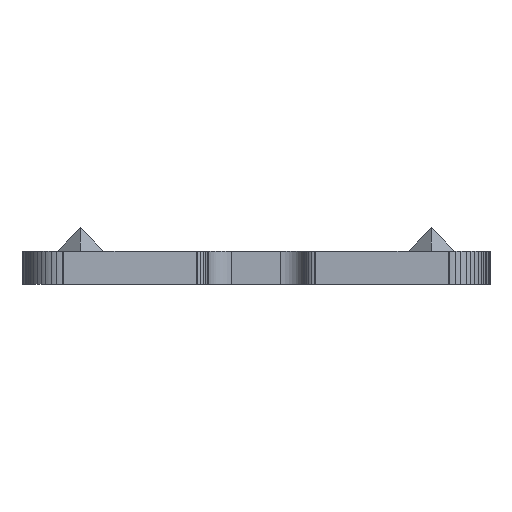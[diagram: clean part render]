
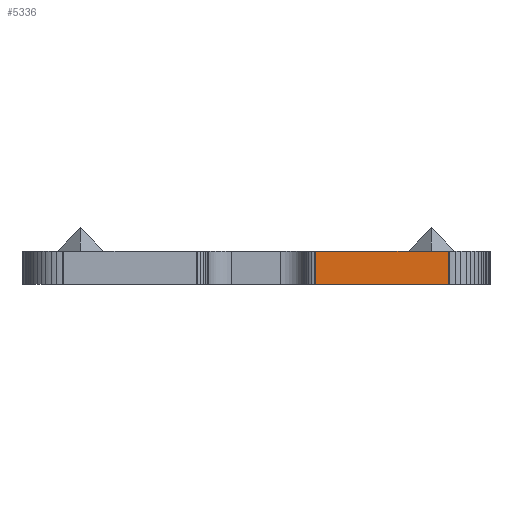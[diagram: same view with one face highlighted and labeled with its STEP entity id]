
A CAD part, front view. The second image highlights one B-rep face of the part: STEP entity #5336.
In plain terms, the highlighted planar face has unit normal (-0.025, -1, 0).
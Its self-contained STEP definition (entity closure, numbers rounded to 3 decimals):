
#63 = EDGE_CURVE ( 'NONE', #4070, #792, #4693, .T. ) ;
#69 = CARTESIAN_POINT ( 'NONE',  ( 5.083, -28.299, -2.41 ) ) ;
#151 = DIRECTION ( 'NONE',  ( -1., 0.025, 0. ) ) ;
#176 = CARTESIAN_POINT ( 'NONE',  ( 16.439, -28.58, -2.41 ) ) ;
#525 = ORIENTED_EDGE ( 'NONE', *, *, #1128, .T. ) ;
#537 = PLANE ( 'NONE',  #2914 ) ;
#541 = CARTESIAN_POINT ( 'NONE',  ( 5.083, -28.299, 0.418 ) ) ;
#792 = VERTEX_POINT ( 'NONE', #4533 ) ;
#1056 = VECTOR ( 'NONE', #1949, 1000. ) ;
#1128 = EDGE_CURVE ( 'NONE', #3933, #4523, #2986, .T. ) ;
#1289 = LINE ( 'NONE', #69, #3841 ) ;
#1949 = DIRECTION ( 'NONE',  ( -1., 0.025, 0. ) ) ;
#2369 = ORIENTED_EDGE ( 'NONE', *, *, #63, .F. ) ;
#2425 = VECTOR ( 'NONE', #3133, 1000. ) ;
#2728 = EDGE_LOOP ( 'NONE', ( #525, #3197, #2369, #5524 ) ) ;
#2817 = DIRECTION ( 'NONE',  ( -0.025, -1., 0. ) ) ;
#2914 = AXIS2_PLACEMENT_3D ( 'NONE', #176, #2817, #5551 ) ;
#2986 = LINE ( 'NONE', #4331, #1056 ) ;
#3133 = DIRECTION ( 'NONE',  ( 0., 0., 1. ) ) ;
#3197 = ORIENTED_EDGE ( 'NONE', *, *, #4501, .F. ) ;
#3841 = VECTOR ( 'NONE', #4612, 1000. ) ;
#3933 = VERTEX_POINT ( 'NONE', #4361 ) ;
#4026 = EDGE_CURVE ( 'NONE', #4070, #3933, #4085, .T. ) ;
#4070 = VERTEX_POINT ( 'NONE', #5816 ) ;
#4085 = LINE ( 'NONE', #4114, #2425 ) ;
#4114 = CARTESIAN_POINT ( 'NONE',  ( 16.439, -28.58, -2.41 ) ) ;
#4215 = CARTESIAN_POINT ( 'NONE',  ( 10.761, -28.439, -2.41 ) ) ;
#4243 = FACE_OUTER_BOUND ( 'NONE', #2728, .T. ) ;
#4331 = CARTESIAN_POINT ( 'NONE',  ( 10.761, -28.439, 0.418 ) ) ;
#4361 = CARTESIAN_POINT ( 'NONE',  ( 16.439, -28.58, 0.418 ) ) ;
#4501 = EDGE_CURVE ( 'NONE', #792, #4523, #1289, .T. ) ;
#4523 = VERTEX_POINT ( 'NONE', #541 ) ;
#4533 = CARTESIAN_POINT ( 'NONE',  ( 5.083, -28.299, -2.41 ) ) ;
#4598 = VECTOR ( 'NONE', #151, 1000. ) ;
#4612 = DIRECTION ( 'NONE',  ( 0., 0., 1. ) ) ;
#4693 = LINE ( 'NONE', #4215, #4598 ) ;
#5336 = ADVANCED_FACE ( 'NONE', ( #4243 ), #537, .T. ) ;
#5524 = ORIENTED_EDGE ( 'NONE', *, *, #4026, .T. ) ;
#5551 = DIRECTION ( 'NONE',  ( 0., 0., -1. ) ) ;
#5816 = CARTESIAN_POINT ( 'NONE',  ( 16.439, -28.58, -2.41 ) ) ;
